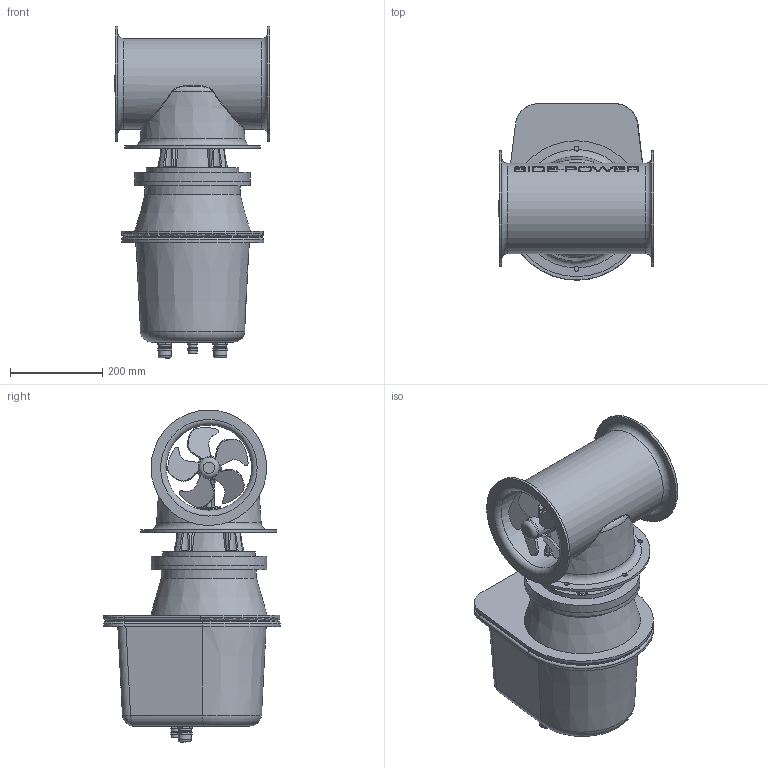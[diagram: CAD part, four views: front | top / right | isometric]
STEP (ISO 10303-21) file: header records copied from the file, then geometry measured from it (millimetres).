
FILE_DESCRIPTION(/* description */ (''),/* implementation_level */ '2;1');
FILE_NAME(/* name */ 'SE100_185 STERN IP.stp',/* time_stamp */ '2016-03-18T12:19:55+01:00',/* author */ ('elvira'),/* organization */ (''),/* preprocessor_version */ 'ST-DEVELOPER v16.1',/* originating_system */ 'Autodesk Inventor 2016',/* authorisation */ '');
FILE_SCHEMA (('AUTOMOTIVE_DESIGN { 1 0 10303 214 3 1 1 }'));
Products named in the file (1): SE100-185 STERN IP
Bounding box: 337.4 x 381.9 x 718.46 mm (x, y, z)
Volume: 25446979.2 mm3; surface area: 1364814 mm2
Topology: 5 solids, 5 shells, 874 faces, 2243 edges, 1437 vertices
Faces by surface type: bspline 346, plane 341, cylinder 117, cone 39, torus 31
Full cylindrical faces by diameter (mm): 6.647 x2, 8.7 x2, 10.5 x6, 18 x2, 19.5 x2, 21 x1, 24 x1, 27 x2, 28.5 x4, 32 x1, 33 x1, 41.5 x2, 44 x3, 44.7 x2, 52 x2, 185 x1, 196 x1, 200 x1, 206 x1, 250 x4, 294 x1
Entity records: 51198 total; most frequent: CARTESIAN_POINT 31982, ORIENTED_EDGE 4268, DIRECTION 2737, EDGE_CURVE 2132, VERTEX_POINT 1406, EDGE_LOOP 1041, AXIS2_PLACEMENT_3D 1009, B_SPLINE_CURVE_WITH_KNOTS 925
